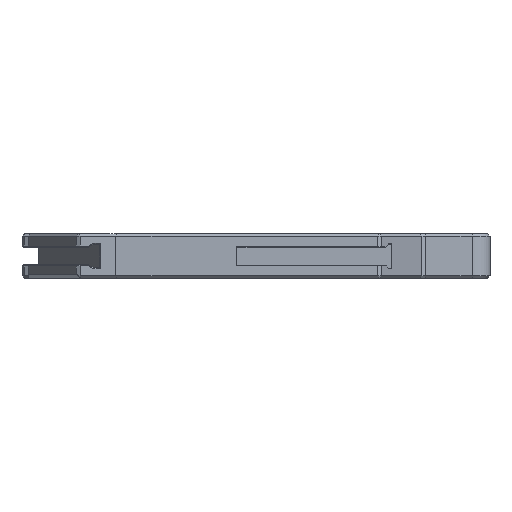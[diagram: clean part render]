
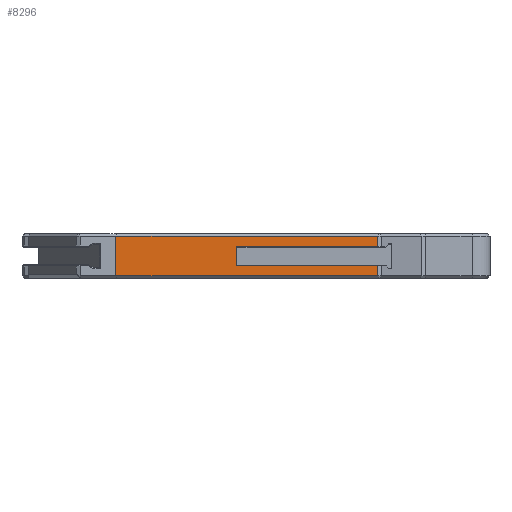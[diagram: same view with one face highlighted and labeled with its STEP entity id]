
A CAD part, front view. The second image highlights one B-rep face of the part: STEP entity #8296.
In plain terms, the highlighted planar face has unit normal (0, -1, 0).
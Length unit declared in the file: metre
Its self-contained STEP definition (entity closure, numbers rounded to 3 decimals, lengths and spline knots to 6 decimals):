
#1382=ORIENTED_EDGE('',*,*,#2926,.T.);
#1383=ORIENTED_EDGE('',*,*,#3421,.T.);
#1384=ORIENTED_EDGE('',*,*,#3422,.T.);
#1385=ORIENTED_EDGE('',*,*,#3423,.T.);
#1386=ORIENTED_EDGE('',*,*,#2921,.T.);
#1387=ORIENTED_EDGE('',*,*,#3424,.T.);
#1388=ORIENTED_EDGE('',*,*,#3425,.T.);
#1389=ORIENTED_EDGE('',*,*,#3426,.T.);
#1390=ORIENTED_EDGE('',*,*,#3427,.T.);
#1391=ORIENTED_EDGE('',*,*,#2940,.T.);
#2921=EDGE_CURVE('',#4106,#4107,#4840,.T.);
#2926=EDGE_CURVE('',#4111,#4110,#4845,.T.);
#2940=EDGE_CURVE('',#4124,#4111,#4859,.T.);
#3421=EDGE_CURVE('',#4110,#4437,#5193,.T.);
#3422=EDGE_CURVE('',#4437,#4438,#5194,.T.);
#3423=EDGE_CURVE('',#4438,#4106,#5195,.T.);
#3424=EDGE_CURVE('',#4107,#4439,#5196,.T.);
#3425=EDGE_CURVE('',#4439,#4440,#5197,.T.);
#3426=EDGE_CURVE('',#4440,#4441,#5198,.T.);
#3427=EDGE_CURVE('',#4441,#4124,#5199,.T.);
#4106=VERTEX_POINT('',#12012);
#4107=VERTEX_POINT('',#12013);
#4110=VERTEX_POINT('',#12021);
#4111=VERTEX_POINT('',#12023);
#4124=VERTEX_POINT('',#12052);
#4437=VERTEX_POINT('',#13048);
#4438=VERTEX_POINT('',#13050);
#4439=VERTEX_POINT('',#13053);
#4440=VERTEX_POINT('',#13055);
#4441=VERTEX_POINT('',#13057);
#4840=LINE('',#12011,#5824);
#4845=LINE('',#12022,#5829);
#4859=LINE('',#12051,#5843);
#5193=LINE('',#13047,#6177);
#5194=LINE('',#13049,#6178);
#5195=LINE('',#13051,#6179);
#5196=LINE('',#13052,#6180);
#5197=LINE('',#13054,#6181);
#5198=LINE('',#13056,#6182);
#5199=LINE('',#13058,#6183);
#5824=VECTOR('',#9520,1.);
#5829=VECTOR('',#9527,1.);
#5843=VECTOR('',#9545,1.);
#6177=VECTOR('',#10501,1.);
#6178=VECTOR('',#10502,1.);
#6179=VECTOR('',#10503,1.);
#6180=VECTOR('',#10504,1.);
#6181=VECTOR('',#10505,1.);
#6182=VECTOR('',#10506,1.);
#6183=VECTOR('',#10507,1.);
#6888=EDGE_LOOP('',(#1382,#1383,#1384,#1385,#1386,#1387,#1388,#1389,#1390,
#1391));
#7425=FACE_BOUND('',#6888,.T.);
#7849=PLANE('',#8955);
#8296=ADVANCED_FACE('',(#7425),#7849,.T.);
#8955=AXIS2_PLACEMENT_3D('',#13046,#10499,#10500);
#9520=DIRECTION('',(1.,0.,0.));
#9527=DIRECTION('',(-1.,0.,0.));
#9545=DIRECTION('',(0.,0.,1.));
#10499=DIRECTION('',(0.,-1.,0.));
#10500=DIRECTION('',(1.,0.,0.));
#10501=DIRECTION('',(-1.,0.,0.));
#10502=DIRECTION('',(0.,0.,-1.));
#10503=DIRECTION('',(1.,0.,0.));
#10504=DIRECTION('',(0.,0.,1.));
#10505=DIRECTION('',(-1.,0.,0.));
#10506=DIRECTION('',(0.,0.,1.));
#10507=DIRECTION('',(1.,0.,0.));
#12011=CARTESIAN_POINT('',(0.037706,-0.062693,0.0008));
#12012=CARTESIAN_POINT('',(-0.050729,-0.062699,0.0008));
#12013=CARTESIAN_POINT('',(0.036906,-0.062693,0.0008));
#12021=CARTESIAN_POINT('',(-0.050729,-0.062699,0.0142));
#12022=CARTESIAN_POINT('',(-0.006743,-0.062696,0.0142));
#12023=CARTESIAN_POINT('',(0.036906,-0.062693,0.0142));
#12051=CARTESIAN_POINT('',(0.036906,-0.062693,0.015));
#12052=CARTESIAN_POINT('',(0.036906,-0.062693,0.010659));
#13046=CARTESIAN_POINT('',(-0.006743,-0.062696,0.015));
#13047=CARTESIAN_POINT('',(-0.006743,-0.062696,0.0142));
#13048=CARTESIAN_POINT('',(-0.051191,-0.062699,0.0142));
#13049=CARTESIAN_POINT('',(-0.051191,-0.062699,0.015));
#13050=CARTESIAN_POINT('',(-0.051191,-0.062699,0.0008));
#13051=CARTESIAN_POINT('',(0.037706,-0.062693,0.0008));
#13052=CARTESIAN_POINT('',(0.036906,-0.062693,0.015));
#13053=CARTESIAN_POINT('',(0.036906,-0.062693,0.004259));
#13054=CARTESIAN_POINT('',(-0.010392,-0.062696,0.004259));
#13055=CARTESIAN_POINT('',(-0.010592,-0.062696,0.004259));
#13056=CARTESIAN_POINT('',(-0.010592,-0.062696,0.015));
#13057=CARTESIAN_POINT('',(-0.010592,-0.062696,0.010659));
#13058=CARTESIAN_POINT('',(-0.006743,-0.062696,0.010659));
